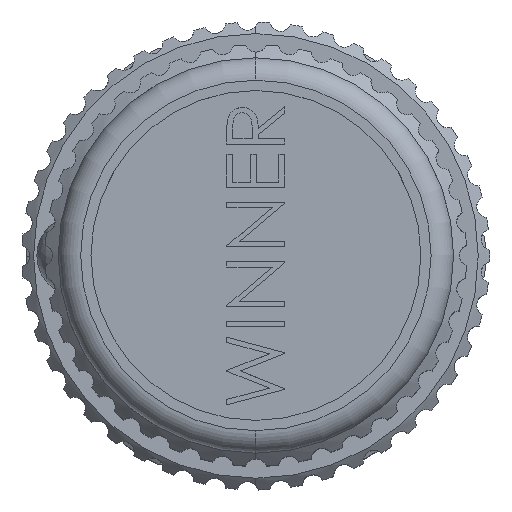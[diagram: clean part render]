
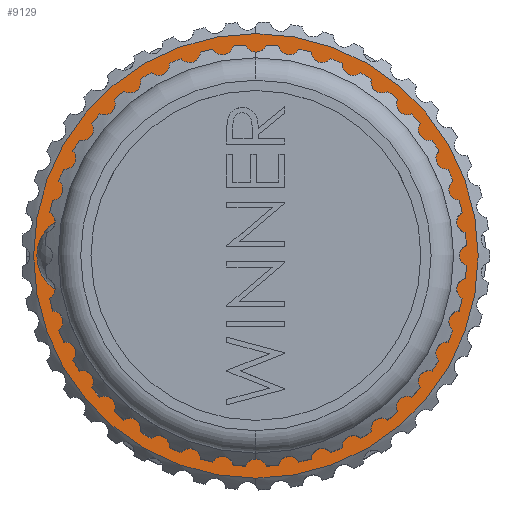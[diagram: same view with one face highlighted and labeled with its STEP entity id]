
A CAD part, top view. The second image highlights one B-rep face of the part: STEP entity #9129.
In plain terms, the highlighted planar face has unit normal (0, 0, 1).
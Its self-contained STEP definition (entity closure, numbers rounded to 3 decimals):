
#82 = CARTESIAN_POINT ( 'NONE',  ( 0., 0., 7.9 ) ) ;
#110 = DIRECTION ( 'NONE',  ( 0., 1., 0. ) ) ;
#170 = ORIENTED_EDGE ( 'NONE', *, *, #12069, .F. ) ;
#220 = CIRCLE ( 'NONE', #14335, 15.3 ) ;
#526 = CARTESIAN_POINT ( 'NONE',  ( -4.111, -0.758, 7.9 ) ) ;
#729 = CARTESIAN_POINT ( 'NONE',  ( -3.591, -2.391, 7.9 ) ) ;
#824 = CARTESIAN_POINT ( 'NONE',  ( -1.571, -4.197, 7.9 ) ) ;
#1113 = CARTESIAN_POINT ( 'NONE',  ( -3.198, -2.951, 7.9 ) ) ;
#2336 = EDGE_CURVE ( 'NONE', #12467, #20791, #4039, .T. ) ;
#3258 = CARTESIAN_POINT ( 'NONE',  ( -4.111, -0.758, 7.9 ) ) ;
#3270 = CARTESIAN_POINT ( 'NONE',  ( 4.612, 1.006, 7.9 ) ) ;
#3418 = CARTESIAN_POINT ( 'NONE',  ( -0.595, -4.519, 7.9 ) ) ;
#3430 = FACE_OUTER_BOUND ( 'NONE', #29030, .T. ) ;
#3891 = AXIS2_PLACEMENT_3D ( 'NONE', #21290, #14475, #14384 ) ;
#3976 = CARTESIAN_POINT ( 'NONE',  ( 0., -15.3, 7.9 ) ) ;
#4039 = B_SPLINE_CURVE_WITH_KNOTS ( 'NONE', 3,
 ( #20626, #5208, #14315, #22820, #729, #26145, #1113, #21418, #14710, #23961, #24166, #24064, #824, #28329, #12409, #3418, #14511, #26336, #17100, #16808, #23744, #10007 ),
 .UNSPECIFIED., .F., .F.,
 ( 4, 2, 2, 2, 2, 2, 2, 2, 2, 2, 4 ),
 ( 0., 0.001, 0.002, 0.003, 0.003, 0.004, 0.005, 0.005, 0.006, 0.007, 0.008 ),
 .UNSPECIFIED. ) ;
#4135 = ORIENTED_EDGE ( 'NONE', *, *, #20619, .F. ) ;
#4281 = CARTESIAN_POINT ( 'NONE',  ( -0.732, 4.224, 7.9 ) ) ;
#4386 = CARTESIAN_POINT ( 'NONE',  ( -1.996, 3.672, 7.9 ) ) ;
#4749 = CARTESIAN_POINT ( 'NONE',  ( -4.035, 0.959, 7.9 ) ) ;
#5208 = CARTESIAN_POINT ( 'NONE',  ( -4.071, -1.103, 7.9 ) ) ;
#5675 = CIRCLE ( 'NONE', #3891, 15.3 ) ;
#6198 = B_SPLINE_CURVE_WITH_KNOTS ( 'NONE', 3,
 ( #19401, #10098, #26990, #13269, #24932, #17970, #29301, #22479, #11080, #29396, #29494, #10872, #8470, #6581, #4281, #18066, #8874, #4386 ),
 .UNSPECIFIED., .F., .F.,
 ( 4, 2, 2, 2, 2, 2, 2, 2, 4 ),
 ( 0., 0.001, 0.002, 0.003, 0.004, 0.005, 0.006, 0.007, 0.008 ),
 .UNSPECIFIED. ) ;
#6581 = CARTESIAN_POINT ( 'NONE',  ( -0.396, 4.293, 7.9 ) ) ;
#6684 = CARTESIAN_POINT ( 'NONE',  ( 0., 5.05, 7.9 ) ) ;
#7053 = CARTESIAN_POINT ( 'NONE',  ( 0., 15.3, 7.9 ) ) ;
#7421 = CARTESIAN_POINT ( 'NONE',  ( -4.163, 0.103, 7.9 ) ) ;
#7960 = AXIS2_PLACEMENT_3D ( 'NONE', #21118, #25857, #22085 ) ;
#8098 = CARTESIAN_POINT ( 'NONE',  ( -1.996, 3.672, 7.9 ) ) ;
#8470 = CARTESIAN_POINT ( 'NONE',  ( 0.297, 4.349, 7.9 ) ) ;
#8874 = CARTESIAN_POINT ( 'NONE',  ( -1.702, 3.858, 7.9 ) ) ;
#8988 = PLANE ( 'NONE',  #26989 ) ;
#9129 = ADVANCED_FACE ( 'NONE', ( #21676, #3430 ), #8988, .T. ) ;
#9210 = EDGE_CURVE ( 'NONE', #28821, #13522, #220, .T. ) ;
#9239 = CARTESIAN_POINT ( 'NONE',  ( -2.703, 3.168, 7.9 ) ) ;
#9372 = DIRECTION ( 'NONE',  ( 0., 0., 1. ) ) ;
#9814 = CARTESIAN_POINT ( 'NONE',  ( 4.72, 0., 7.9 ) ) ;
#10007 = CARTESIAN_POINT ( 'NONE',  ( 2.109, -4.223, 7.9 ) ) ;
#10098 = CARTESIAN_POINT ( 'NONE',  ( 4.517, 1.34, 7.9 ) ) ;
#10872 = CARTESIAN_POINT ( 'NONE',  ( 0.64, 4.336, 7.9 ) ) ;
#11080 = CARTESIAN_POINT ( 'NONE',  ( 2.287, 3.867, 7.9 ) ) ;
#11289 = DIRECTION ( 'NONE',  ( 0., 0., 1. ) ) ;
#11421 = VERTEX_POINT ( 'NONE', #9814 ) ;
#11535 = CARTESIAN_POINT ( 'NONE',  ( -3.288, 2.526, 7.9 ) ) ;
#11609 = AXIS2_PLACEMENT_3D ( 'NONE', #82, #9372, #15768 ) ;
#11840 = CARTESIAN_POINT ( 'NONE',  ( -2.364, 3.441, 7.9 ) ) ;
#12069 = EDGE_CURVE ( 'NONE', #21698, #12467, #22111, .T. ) ;
#12409 = CARTESIAN_POINT ( 'NONE',  ( -1.09, -4.381, 7.9 ) ) ;
#12467 = VERTEX_POINT ( 'NONE', #526 ) ;
#12671 = EDGE_LOOP ( 'NONE', ( #4135, #25661, #170, #27032, #13740 ) ) ;
#13269 = CARTESIAN_POINT ( 'NONE',  ( 4.059, 2.26, 7.9 ) ) ;
#13522 = VERTEX_POINT ( 'NONE', #3976 ) ;
#13740 = ORIENTED_EDGE ( 'NONE', *, *, #22207, .F. ) ;
#13960 = EDGE_CURVE ( 'NONE', #26277, #21698, #6198, .T. ) ;
#14315 = CARTESIAN_POINT ( 'NONE',  ( -3.991, -1.436, 7.9 ) ) ;
#14335 = AXIS2_PLACEMENT_3D ( 'NONE', #27696, #25657, #110 ) ;
#14384 = DIRECTION ( 'NONE',  ( 0., 1., 0. ) ) ;
#14475 = DIRECTION ( 'NONE',  ( 0., 0., 1. ) ) ;
#14511 = CARTESIAN_POINT ( 'NONE',  ( -0.25, -4.574, 7.9 ) ) ;
#14625 = ORIENTED_EDGE ( 'NONE', *, *, #26499, .T. ) ;
#14710 = CARTESIAN_POINT ( 'NONE',  ( -2.849, -3.335, 7.9 ) ) ;
#15236 = CARTESIAN_POINT ( 'NONE',  ( 2.109, -4.223, 7.9 ) ) ;
#15768 = DIRECTION ( 'NONE',  ( 0., -1., 0. ) ) ;
#16808 = CARTESIAN_POINT ( 'NONE',  ( 1.457, -4.46, 7.9 ) ) ;
#17100 = CARTESIAN_POINT ( 'NONE',  ( 0.778, -4.583, 7.9 ) ) ;
#17970 = CARTESIAN_POINT ( 'NONE',  ( 3.403, 3.061, 7.9 ) ) ;
#18066 = CARTESIAN_POINT ( 'NONE',  ( -1.385, 4.007, 7.9 ) ) ;
#18373 = CIRCLE ( 'NONE', #11609, 4.72 ) ;
#18432 = CARTESIAN_POINT ( 'NONE',  ( -3.907, 1.38, 7.9 ) ) ;
#19228 = CARTESIAN_POINT ( 'NONE',  ( -4.16, -0.327, 7.9 ) ) ;
#19401 = CARTESIAN_POINT ( 'NONE',  ( 4.612, 1.006, 7.9 ) ) ;
#20619 = EDGE_CURVE ( 'NONE', #20791, #11421, #18373, .T. ) ;
#20626 = CARTESIAN_POINT ( 'NONE',  ( -4.111, -0.758, 7.9 ) ) ;
#20791 = VERTEX_POINT ( 'NONE', #15236 ) ;
#21118 = CARTESIAN_POINT ( 'NONE',  ( 0., 0., 7.9 ) ) ;
#21290 = CARTESIAN_POINT ( 'NONE',  ( 0., 0., 7.9 ) ) ;
#21418 = CARTESIAN_POINT ( 'NONE',  ( -2.972, -3.21, 7.9 ) ) ;
#21676 = FACE_BOUND ( 'NONE', #12671, .T. ) ;
#21698 = VERTEX_POINT ( 'NONE', #8098 ) ;
#22085 = DIRECTION ( 'NONE',  ( 0., -1., 0. ) ) ;
#22111 = B_SPLINE_CURVE_WITH_KNOTS ( 'NONE', 3,
 ( #27951, #11840, #9239, #11535, #27544, #18432, #4749, #7421, #19228, #3258 ),
 .UNSPECIFIED., .F., .F.,
 ( 4, 2, 2, 2, 4 ),
 ( 0., 0.001, 0.003, 0.004, 0.005 ),
 .UNSPECIFIED. ) ;
#22207 = EDGE_CURVE ( 'NONE', #11421, #26277, #27282, .T. ) ;
#22479 = CARTESIAN_POINT ( 'NONE',  ( 2.586, 3.698, 7.9 ) ) ;
#22820 = CARTESIAN_POINT ( 'NONE',  ( -3.752, -2.08, 7.9 ) ) ;
#23744 = CARTESIAN_POINT ( 'NONE',  ( 1.79, -4.36, 7.9 ) ) ;
#23961 = CARTESIAN_POINT ( 'NONE',  ( -2.464, -3.68, 7.9 ) ) ;
#24064 = CARTESIAN_POINT ( 'NONE',  ( -1.729, -4.123, 7.9 ) ) ;
#24166 = CARTESIAN_POINT ( 'NONE',  ( -2.183, -3.876, 7.9 ) ) ;
#24214 = ORIENTED_EDGE ( 'NONE', *, *, #9210, .T. ) ;
#24839 = DIRECTION ( 'NONE',  ( 0., 1., 0. ) ) ;
#24932 = CARTESIAN_POINT ( 'NONE',  ( 3.857, 2.547, 7.9 ) ) ;
#25657 = DIRECTION ( 'NONE',  ( 0., 0., 1. ) ) ;
#25661 = ORIENTED_EDGE ( 'NONE', *, *, #2336, .F. ) ;
#25857 = DIRECTION ( 'NONE',  ( 0., 0., 1. ) ) ;
#26145 = CARTESIAN_POINT ( 'NONE',  ( -3.302, -2.816, 7.9 ) ) ;
#26277 = VERTEX_POINT ( 'NONE', #3270 ) ;
#26336 = CARTESIAN_POINT ( 'NONE',  ( 0.436, -4.605, 7.9 ) ) ;
#26499 = EDGE_CURVE ( 'NONE', #13522, #28821, #5675, .T. ) ;
#26989 = AXIS2_PLACEMENT_3D ( 'NONE', #6684, #11289, #24839 ) ;
#26990 = CARTESIAN_POINT ( 'NONE',  ( 4.387, 1.658, 7.9 ) ) ;
#27032 = ORIENTED_EDGE ( 'NONE', *, *, #13960, .F. ) ;
#27282 = CIRCLE ( 'NONE', #7960, 4.72 ) ;
#27544 = CARTESIAN_POINT ( 'NONE',  ( -3.533, 2.163, 7.9 ) ) ;
#27696 = CARTESIAN_POINT ( 'NONE',  ( 0., 0., 7.9 ) ) ;
#27951 = CARTESIAN_POINT ( 'NONE',  ( -1.996, 3.672, 7.9 ) ) ;
#28329 = CARTESIAN_POINT ( 'NONE',  ( -1.252, -4.326, 7.9 ) ) ;
#28821 = VERTEX_POINT ( 'NONE', #7053 ) ;
#29030 = EDGE_LOOP ( 'NONE', ( #14625, #24214 ) ) ;
#29301 = CARTESIAN_POINT ( 'NONE',  ( 3.15, 3.292, 7.9 ) ) ;
#29396 = CARTESIAN_POINT ( 'NONE',  ( 1.655, 4.132, 7.9 ) ) ;
#29494 = CARTESIAN_POINT ( 'NONE',  ( 1.317, 4.228, 7.9 ) ) ;
